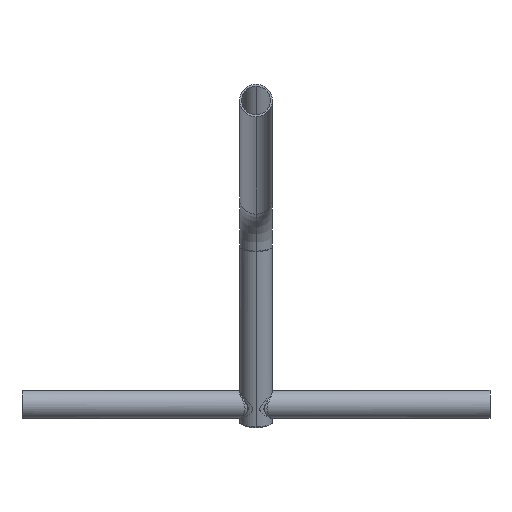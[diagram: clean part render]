
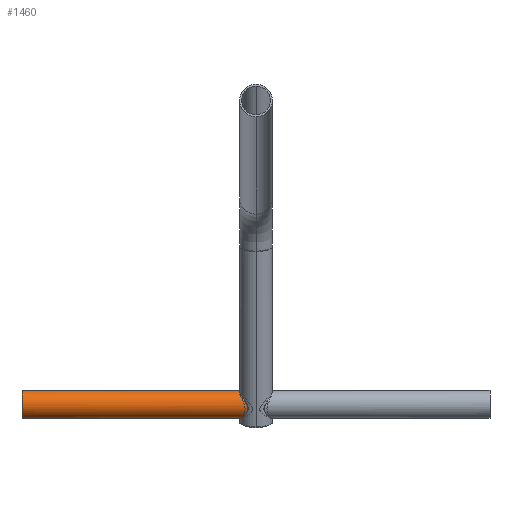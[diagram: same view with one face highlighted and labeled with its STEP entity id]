
A CAD part, front view. The second image highlights one B-rep face of the part: STEP entity #1460.
In plain terms, the highlighted cylindrical face has radius 15 mm (diameter 30 mm), a partial arc.
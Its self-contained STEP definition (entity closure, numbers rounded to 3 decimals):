
#28 = CARTESIAN_POINT ( 'NONE',  ( -17.128, 1165.374, -515.555 ) ) ;
#45 = CARTESIAN_POINT ( 'NONE',  ( -9.105, 1160.168, -534.343 ) ) ;
#70 = EDGE_CURVE ( 'NONE', #2361, #863, #746, .T. ) ;
#84 = CARTESIAN_POINT ( 'NONE',  ( -15.69, 1162.032, -518.601 ) ) ;
#104 = CARTESIAN_POINT ( 'NONE',  ( -11.252, 1158.839, -526.237 ) ) ;
#125 = CARTESIAN_POINT ( 'NONE',  ( -13.804, 1167.224, -541.508 ) ) ;
#164 = CARTESIAN_POINT ( 'NONE',  ( -12.261, 1164.856, -540.104 ) ) ;
#187 = CARTESIAN_POINT ( 'NONE',  ( -11.742, 1164.139, -539.543 ) ) ;
#195 = EDGE_CURVE ( 'NONE', #863, #3064, #3408, .T. ) ;
#314 = CARTESIAN_POINT ( 'NONE',  ( -17.438, 1167.194, -514.505 ) ) ;
#346 = CARTESIAN_POINT ( 'NONE',  ( -17.508, 1168.645, -513.891 ) ) ;
#386 = CARTESIAN_POINT ( 'NONE',  ( -12.795, 1159.41, -523.548 ) ) ;
#412 = AXIS2_PLACEMENT_3D ( 'NONE', #1876, #780, #1637 ) ;
#511 = B_SPLINE_CURVE_WITH_KNOTS ( 'NONE', 3,
 ( #3480, #928, #1206, #2676, #1503, #346, #2896, #314, #2883, #1449, #28, #2657, #2379, #2094, #946, #84, #1168, #3460, #3238, #2342, #1764, #386, #1522, #104, #2360, #1240, #2036, #2071, #1465, #2016, #876, #3218, #599, #1735, #3182, #613, #2616, #45, #909, #2636, #2939, #2053, #3199, #2757, #1260, #2192, #1626, #187, #164, #689, #2975, #125, #1822, #1000, #2150, #2398, #2415, #2127, #2696, #3613 ),
 .UNSPECIFIED., .F., .F.,
 ( 4, 2, 2, 2, 2, 2, 2, 2, 2, 2, 2, 2, 2, 2, 2, 2, 2, 2, 2, 2, 2, 2, 2, 2, 2, 2, 2, 2, 2, 4 ),
 ( 0., 0.003, 0.005, 0.006, 0.008, 0.009, 0.011, 0.013, 0.016, 0.017, 0.019, 0.022, 0.025, 0.027, 0.028, 0.028, 0.03, 0.031, 0.032, 0.032, 0.033, 0.035, 0.036, 0.038, 0.041, 0.043, 0.044, 0.047, 0.049, 0.051 ),
 .UNSPECIFIED. ) ;
#599 = CARTESIAN_POINT ( 'NONE',  ( -9.061, 1159.329, -532.117 ) ) ;
#613 = CARTESIAN_POINT ( 'NONE',  ( -9.025, 1159.854, -533.623 ) ) ;
#689 = CARTESIAN_POINT ( 'NONE',  ( -13.036, 1166.008, -540.848 ) ) ;
#746 = LINE ( 'NONE', #3016, #2144 ) ;
#780 = DIRECTION ( 'NONE',  ( -1., 0., 0. ) ) ;
#839 = DIRECTION ( 'NONE',  ( 1., 0., 0. ) ) ;
#863 = VERTEX_POINT ( 'NONE', #3195 ) ;
#876 = CARTESIAN_POINT ( 'NONE',  ( -9.313, 1159.035, -530.857 ) ) ;
#909 = CARTESIAN_POINT ( 'NONE',  ( -9.146, 1160.28, -534.578 ) ) ;
#928 = CARTESIAN_POINT ( 'NONE',  ( -17.027, 1172.738, -513. ) ) ;
#946 = CARTESIAN_POINT ( 'NONE',  ( -16.257, 1163.032, -517.508 ) ) ;
#1000 = CARTESIAN_POINT ( 'NONE',  ( -14.789, 1168.947, -542.237 ) ) ;
#1079 = EDGE_CURVE ( 'NONE', #2361, #1398, #511, .T. ) ;
#1168 = CARTESIAN_POINT ( 'NONE',  ( -15.26, 1161.459, -519.369 ) ) ;
#1170 = ORIENTED_EDGE ( 'NONE', *, *, #70, .T. ) ;
#1206 = CARTESIAN_POINT ( 'NONE',  ( -17.243, 1171.712, -513.104 ) ) ;
#1240 = CARTESIAN_POINT ( 'NONE',  ( -10.088, 1158.768, -528.619 ) ) ;
#1259 = ORIENTED_EDGE ( 'NONE', *, *, #195, .T. ) ;
#1260 = CARTESIAN_POINT ( 'NONE',  ( -10.294, 1162.167, -537.527 ) ) ;
#1398 = VERTEX_POINT ( 'NONE', #1457 ) ;
#1428 = CARTESIAN_POINT ( 'NONE',  ( -250., 1173.763, -528. ) ) ;
#1449 = CARTESIAN_POINT ( 'NONE',  ( -17.228, 1165.811, -515.271 ) ) ;
#1457 = CARTESIAN_POINT ( 'NONE',  ( -16.731, 1173.763, -543. ) ) ;
#1460 = ADVANCED_FACE ( 'NONE', ( #2727 ), #3305, .T. ) ;
#1465 = CARTESIAN_POINT ( 'NONE',  ( -9.531, 1158.909, -530.102 ) ) ;
#1503 = CARTESIAN_POINT ( 'NONE',  ( -17.475, 1169.652, -513.565 ) ) ;
#1522 = CARTESIAN_POINT ( 'NONE',  ( -12.274, 1159.166, -524.425 ) ) ;
#1626 = CARTESIAN_POINT ( 'NONE',  ( -10.997, 1163.125, -538.585 ) ) ;
#1637 = DIRECTION ( 'NONE',  ( 0., 0., 1. ) ) ;
#1735 = CARTESIAN_POINT ( 'NONE',  ( -9.014, 1159.575, -532.877 ) ) ;
#1764 = CARTESIAN_POINT ( 'NONE',  ( -13.563, 1159.897, -522.26 ) ) ;
#1822 = CARTESIAN_POINT ( 'NONE',  ( -14.057, 1167.649, -541.706 ) ) ;
#1876 = CARTESIAN_POINT ( 'NONE',  ( 250., 1173.763, -528. ) ) ;
#1893 = CARTESIAN_POINT ( 'NONE',  ( -250., 1173.763, -543. ) ) ;
#1937 = DIRECTION ( 'NONE',  ( -1., 0., 0. ) ) ;
#2016 = CARTESIAN_POINT ( 'NONE',  ( -9.38, 1158.989, -530.605 ) ) ;
#2036 = CARTESIAN_POINT ( 'NONE',  ( -9.884, 1158.795, -529.105 ) ) ;
#2053 = CARTESIAN_POINT ( 'NONE',  ( -9.52, 1161.024, -535.937 ) ) ;
#2071 = CARTESIAN_POINT ( 'NONE',  ( -9.615, 1158.875, -529.85 ) ) ;
#2094 = CARTESIAN_POINT ( 'NONE',  ( -16.434, 1163.391, -517.152 ) ) ;
#2127 = CARTESIAN_POINT ( 'NONE',  ( -16.422, 1172.757, -542.975 ) ) ;
#2144 = VECTOR ( 'NONE', #3629, 1000. ) ;
#2150 = CARTESIAN_POINT ( 'NONE',  ( -15.246, 1169.85, -542.514 ) ) ;
#2192 = CARTESIAN_POINT ( 'NONE',  ( -10.753, 1162.795, -538.244 ) ) ;
#2230 = DIRECTION ( 'NONE',  ( 0., 0., -1. ) ) ;
#2304 = CARTESIAN_POINT ( 'NONE',  ( -16.731, 1173.763, -513. ) ) ;
#2342 = CARTESIAN_POINT ( 'NONE',  ( -13.816, 1160.081, -521.835 ) ) ;
#2360 = CARTESIAN_POINT ( 'NONE',  ( -10.747, 1158.755, -527.178 ) ) ;
#2361 = VERTEX_POINT ( 'NONE', #2304 ) ;
#2379 = CARTESIAN_POINT ( 'NONE',  ( -16.749, 1164.146, -516.478 ) ) ;
#2398 = CARTESIAN_POINT ( 'NONE',  ( -15.865, 1171.275, -542.801 ) ) ;
#2415 = CARTESIAN_POINT ( 'NONE',  ( -16.061, 1171.764, -542.875 ) ) ;
#2502 = CARTESIAN_POINT ( 'NONE',  ( 250., 1173.763, -543. ) ) ;
#2616 = CARTESIAN_POINT ( 'NONE',  ( -9.045, 1159.955, -533.865 ) ) ;
#2636 = CARTESIAN_POINT ( 'NONE',  ( -9.248, 1160.515, -535.041 ) ) ;
#2657 = CARTESIAN_POINT ( 'NONE',  ( -16.888, 1164.542, -516.158 ) ) ;
#2676 = CARTESIAN_POINT ( 'NONE',  ( -17.434, 1170.169, -513.428 ) ) ;
#2696 = CARTESIAN_POINT ( 'NONE',  ( -16.586, 1173.258, -543. ) ) ;
#2727 = FACE_OUTER_BOUND ( 'NONE', #2779, .T. ) ;
#2757 = CARTESIAN_POINT ( 'NONE',  ( -10.079, 1161.867, -537.15 ) ) ;
#2779 = EDGE_LOOP ( 'NONE', ( #3600, #2884, #1170, #1259 ) ) ;
#2789 = EDGE_CURVE ( 'NONE', #1398, #3064, #3402, .T. ) ;
#2883 = CARTESIAN_POINT ( 'NONE',  ( -17.384, 1166.725, -514.744 ) ) ;
#2884 = ORIENTED_EDGE ( 'NONE', *, *, #1079, .F. ) ;
#2896 = CARTESIAN_POINT ( 'NONE',  ( -17.5, 1168.154, -514.079 ) ) ;
#2939 = CARTESIAN_POINT ( 'NONE',  ( -9.31, 1160.639, -535.269 ) ) ;
#2975 = CARTESIAN_POINT ( 'NONE',  ( -13.293, 1166.404, -541.079 ) ) ;
#3016 = CARTESIAN_POINT ( 'NONE',  ( 250., 1173.763, -513. ) ) ;
#3058 = VECTOR ( 'NONE', #1937, 1000. ) ;
#3064 = VERTEX_POINT ( 'NONE', #1893 ) ;
#3182 = CARTESIAN_POINT ( 'NONE',  ( -9.01, 1159.665, -533.129 ) ) ;
#3195 = CARTESIAN_POINT ( 'NONE',  ( -250., 1173.763, -513. ) ) ;
#3199 = CARTESIAN_POINT ( 'NONE',  ( -9.692, 1161.296, -536.355 ) ) ;
#3218 = CARTESIAN_POINT ( 'NONE',  ( -9.139, 1159.195, -531.612 ) ) ;
#3238 = CARTESIAN_POINT ( 'NONE',  ( -14.315, 1160.492, -520.994 ) ) ;
#3305 = CYLINDRICAL_SURFACE ( 'NONE', #412, 15. ) ;
#3402 = LINE ( 'NONE', #2502, #3058 ) ;
#3408 = CIRCLE ( 'NONE', #3704, 15. ) ;
#3460 = CARTESIAN_POINT ( 'NONE',  ( -14.559, 1160.719, -520.58 ) ) ;
#3480 = CARTESIAN_POINT ( 'NONE',  ( -16.731, 1173.763, -513. ) ) ;
#3600 = ORIENTED_EDGE ( 'NONE', *, *, #2789, .F. ) ;
#3613 = CARTESIAN_POINT ( 'NONE',  ( -16.731, 1173.763, -543. ) ) ;
#3629 = DIRECTION ( 'NONE',  ( -1., 0., 0. ) ) ;
#3704 = AXIS2_PLACEMENT_3D ( 'NONE', #1428, #839, #2230 ) ;
